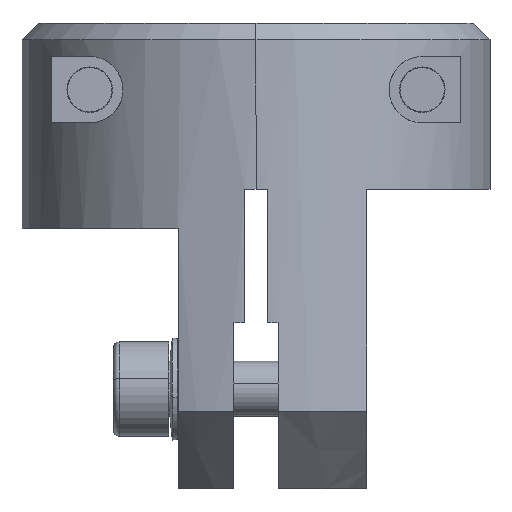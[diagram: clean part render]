
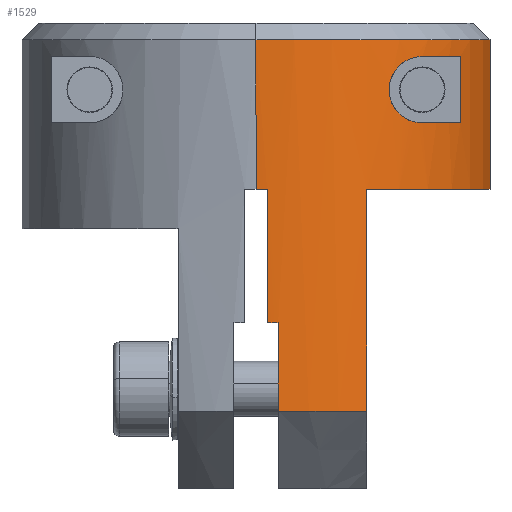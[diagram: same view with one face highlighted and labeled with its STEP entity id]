
A CAD part, left-side view. The second image highlights one B-rep face of the part: STEP entity #1529.
In plain terms, the highlighted cylindrical face has radius 21.2 mm (diameter 42.4 mm), a partial arc.
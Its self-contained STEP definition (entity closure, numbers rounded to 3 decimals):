
#1027=VERTEX_POINT('NONE',#2668);
#1077=VERTEX_POINT('NONE',#2724);
#1163=VERTEX_POINT('NONE',#2816);
#1313=EDGE_CURVE('NONE',#1735,#1663,#2987,.T.);
#1371=EDGE_CURVE('NONE',#1493,#2093,#3051,.T.);
#1391=EDGE_CURVE('NONE',#2027,#1077,#3074,.T.);
#1397=EDGE_CURVE('NONE',#1533,#1729,#3080,.T.);
#1411=VERTEX_POINT('NONE',#3095);
#1493=VERTEX_POINT('NONE',#3186);
#1529=ADVANCED_FACE('NONE',(#3228,#3229),#3230,.T.);
#1533=VERTEX_POINT('NONE',#3234);
#1555=EDGE_CURVE('NONE',#2457,#1493,#3259,.T.);
#1655=EDGE_CURVE('NONE',#1027,#1795,#3372,.T.);
#1663=VERTEX_POINT('NONE',#3381);
#1673=EDGE_CURVE('NONE',#1411,#1163,#3391,.T.);
#1677=EDGE_CURVE('NONE',#1663,#2027,#3395,.T.);
#1689=EDGE_CURVE('NONE',#1027,#1163,#3408,.T.);
#1729=VERTEX_POINT('NONE',#3451);
#1735=VERTEX_POINT('NONE',#3458);
#1767=EDGE_CURVE('NONE',#2093,#1533,#3495,.T.);
#1795=VERTEX_POINT('NONE',#3525);
#1841=EDGE_CURVE('NONE',#2457,#1077,#3573,.T.);
#1953=VERTEX_POINT('NONE',#3700);
#2027=VERTEX_POINT('NONE',#3786);
#2093=VERTEX_POINT('NONE',#3858);
#2219=EDGE_CURVE('NONE',#1729,#1953,#3999,.T.);
#2287=EDGE_CURVE('NONE',#1795,#1411,#4072,.T.);
#2373=EDGE_CURVE('NONE',#1953,#1735,#4172,.T.);
#2457=VERTEX_POINT('NONE',#4266);
#2668=CARTESIAN_POINT('',(-10.5,-18.417,-3.0));
#2724=CARTESIAN_POINT('',(-21.2,0.,-1.5));
#2816=CARTESIAN_POINT('',(-10.5,-18.417,-9.0));
#2987=CIRCLE('',#4973,21.2);
#3051=LINE('',#5060,#5061);
#3074=CIRCLE('',#5093,21.2);
#3080=LINE('',#5133,#5134);
#3095=CARTESIAN_POINT('',(-14.981,-15.0,-9.0));
#3186=CARTESIAN_POINT('',(-21.176,-1.,-15.0));
#3228=FACE_OUTER_BOUND('',#5396,.T.);
#3229=FACE_BOUND('',#5397,.T.);
#3230=CYLINDRICAL_SURFACE('',#5398,21.2);
#3234=CARTESIAN_POINT('',(-21.105,-2.0,-27.0));
#3259=CIRCLE('',#5435,21.2);
#3372=CIRCLE('',#5602,21.2);
#3381=CARTESIAN_POINT('',(-2.0,-21.105,-15.0));
#3391=CIRCLE('',#5627,21.2);
#3395=LINE('',#5632,#5633);
#3408=LINE('',#5652,#5653);
#3451=CARTESIAN_POINT('',(-21.105,-2.0,-35.0));
#3458=CARTESIAN_POINT('',(-18.693,-10.0,-15.0));
#3495=CIRCLE('',#5768,21.2);
#3525=CARTESIAN_POINT('',(-14.981,-15.0,-3.0));
#3573=LINE('',#5874,#5875);
#3700=CARTESIAN_POINT('',(-18.693,-10.0,-35.0));
#3786=CARTESIAN_POINT('',(-2.0,-21.105,-1.5));
#3858=CARTESIAN_POINT('',(-21.176,-1.0,-27.0));
#3999=CIRCLE('',#6425,21.2);
#4072=B_SPLINE_CURVE_WITH_KNOTS('',3,(#6530,#6531,#6532,#6533,#6534,#6535,#6536,#6537,#6538,#6539,#6540,#6541,#6542,#6543,#6544,#6545,#6546,#6547,#6548,#6549,#6550,#6551,#6552,#6553,#6554,#6555,#6556,#6557,#6558,#6559,#6560,#6561),.UNSPECIFIED.,.F.,.F.,(4,2,2,2,2,2,2,2,2,2,2,2,2,2,2,4),(0.0,0.001,0.002,0.003,0.003,0.004,0.005,0.005,0.006,0.007,0.007,0.008,0.009,0.01,0.01,0.011),.UNSPECIFIED.);
#4172=LINE('',#6696,#6697);
#4266=CARTESIAN_POINT('',(-21.2,0.,-15.0));
#4973=AXIS2_PLACEMENT_3D('',#7429,#7430,#7431);
#5060=CARTESIAN_POINT('',(-21.176,-1.,-42.0));
#5061=VECTOR('',#7503,1000.0);
#5093=AXIS2_PLACEMENT_3D('',#7529,#7530,#7531);
#5133=CARTESIAN_POINT('',(-21.105,-2.,-42.0));
#5134=VECTOR('',#7535,1000.0);
#5396=EDGE_LOOP('',(#7727,#7728,#7729,#7730,#7731,#7732,#7733,#7734,#7735,#7736));
#5397=EDGE_LOOP('',(#7737,#7738,#7739,#7740));
#5398=AXIS2_PLACEMENT_3D('',#7741,#7742,#7743);
#5435=AXIS2_PLACEMENT_3D('',#7775,#7776,#7777);
#5602=AXIS2_PLACEMENT_3D('',#7919,#7920,#7921);
#5627=AXIS2_PLACEMENT_3D('',#7934,#7935,#7936);
#5632=CARTESIAN_POINT('',(-2.0,-21.105,-42.0));
#5633=VECTOR('',#7937,1000.0);
#5652=CARTESIAN_POINT('',(-10.5,-18.417,-42.0));
#5653=VECTOR('',#7950,1000.0);
#5768=AXIS2_PLACEMENT_3D('',#8046,#8047,#8048);
#5874=CARTESIAN_POINT('',(-21.2,0.,-42.0));
#5875=VECTOR('',#8111,1000.0);
#6425=AXIS2_PLACEMENT_3D('',#8633,#8634,#8635);
#6530=CARTESIAN_POINT('',(-14.981,-15.0,-3.0));
#6531=CARTESIAN_POINT('',(-15.306,-14.676,-3.0));
#6532=CARTESIAN_POINT('',(-15.614,-14.347,-3.051));
#6533=CARTESIAN_POINT('',(-16.053,-13.849,-3.224));
#6534=CARTESIAN_POINT('',(-16.194,-13.684,-3.298));
#6535=CARTESIAN_POINT('',(-16.459,-13.363,-3.479));
#6536=CARTESIAN_POINT('',(-16.585,-13.207,-3.587));
#6537=CARTESIAN_POINT('',(-16.82,-12.906,-3.842));
#6538=CARTESIAN_POINT('',(-16.927,-12.765,-3.988));
#6539=CARTESIAN_POINT('',(-17.116,-12.511,-4.313));
#6540=CARTESIAN_POINT('',(-17.2,-12.395,-4.497));
#6541=CARTESIAN_POINT('',(-17.334,-12.205,-4.888));
#6542=CARTESIAN_POINT('',(-17.386,-12.131,-5.095));
#6543=CARTESIAN_POINT('',(-17.458,-12.027,-5.536));
#6544=CARTESIAN_POINT('',(-17.476,-12.001,-5.764));
#6545=CARTESIAN_POINT('',(-17.477,-11.999,-6.219));
#6546=CARTESIAN_POINT('',(-17.459,-12.026,-6.451));
#6547=CARTESIAN_POINT('',(-17.39,-12.126,-6.89));
#6548=CARTESIAN_POINT('',(-17.337,-12.202,-7.103));
#6549=CARTESIAN_POINT('',(-17.202,-12.391,-7.497));
#6550=CARTESIAN_POINT('',(-17.12,-12.505,-7.679));
#6551=CARTESIAN_POINT('',(-16.929,-12.762,-8.009));
#6552=CARTESIAN_POINT('',(-16.823,-12.902,-8.154));
#6553=CARTESIAN_POINT('',(-16.589,-13.201,-8.409));
#6554=CARTESIAN_POINT('',(-16.462,-13.36,-8.519));
#6555=CARTESIAN_POINT('',(-16.196,-13.681,-8.701));
#6556=CARTESIAN_POINT('',(-16.057,-13.844,-8.774));
#6557=CARTESIAN_POINT('',(-15.765,-14.176,-8.89));
#6558=CARTESIAN_POINT('',(-15.613,-14.343,-8.932));
#6559=CARTESIAN_POINT('',(-15.302,-14.674,-8.987));
#6560=CARTESIAN_POINT('',(-15.144,-14.838,-9.0));
#6561=CARTESIAN_POINT('',(-14.981,-15.0,-9.0));
#6696=CARTESIAN_POINT('',(-18.693,-10.0,-42.0));
#6697=VECTOR('',#8838,1000.0);
#7429=CARTESIAN_POINT('',(0.,0.,-15.0));
#7430=DIRECTION('',(0.,0.,1.0));
#7431=DIRECTION('',(1.0,0.,0.));
#7503=DIRECTION('',(0.,0.,-1.0));
#7529=CARTESIAN_POINT('',(0.,0.,-1.5));
#7530=DIRECTION('',(0.,0.,-1.0));
#7531=DIRECTION('',(-1.0,0.,0.));
#7535=DIRECTION('',(0.,0.,-1.0));
#7727=ORIENTED_EDGE('',*,*,#1841,.F.);
#7728=ORIENTED_EDGE('',*,*,#1555,.T.);
#7729=ORIENTED_EDGE('',*,*,#1371,.T.);
#7730=ORIENTED_EDGE('',*,*,#1767,.T.);
#7731=ORIENTED_EDGE('',*,*,#1397,.T.);
#7732=ORIENTED_EDGE('',*,*,#2219,.T.);
#7733=ORIENTED_EDGE('',*,*,#2373,.T.);
#7734=ORIENTED_EDGE('',*,*,#1313,.T.);
#7735=ORIENTED_EDGE('',*,*,#1677,.T.);
#7736=ORIENTED_EDGE('',*,*,#1391,.T.);
#7737=ORIENTED_EDGE('',*,*,#1673,.F.);
#7738=ORIENTED_EDGE('',*,*,#2287,.F.);
#7739=ORIENTED_EDGE('',*,*,#1655,.F.);
#7740=ORIENTED_EDGE('',*,*,#1689,.T.);
#7741=CARTESIAN_POINT('',(0.,0.,-42.0));
#7742=DIRECTION('',(0.,0.,1.0));
#7743=DIRECTION('',(-1.0,0.,0.));
#7775=CARTESIAN_POINT('',(0.,0.,-15.0));
#7776=DIRECTION('',(0.,0.,1.0));
#7777=DIRECTION('',(1.0,0.,0.));
#7919=CARTESIAN_POINT('',(0.,0.,-3.0));
#7920=DIRECTION('',(0.,0.,-1.0));
#7921=DIRECTION('',(-1.0,0.,0.));
#7934=CARTESIAN_POINT('',(0.,0.,-9.0));
#7935=DIRECTION('',(0.,0.,1.0));
#7936=DIRECTION('',(1.0,0.,0.));
#7937=DIRECTION('',(0.,0.,1.0));
#7950=DIRECTION('',(0.,0.,-1.0));
#8046=CARTESIAN_POINT('',(0.,0.,-27.0));
#8047=DIRECTION('',(0.,0.,1.0));
#8048=DIRECTION('',(1.0,0.,0.));
#8111=DIRECTION('',(0.,0.,1.0));
#8633=CARTESIAN_POINT('',(0.,0.,-35.0));
#8634=DIRECTION('',(0.,0.,1.0));
#8635=DIRECTION('',(-1.0,0.,0.));
#8838=DIRECTION('',(0.,0.,1.0));
